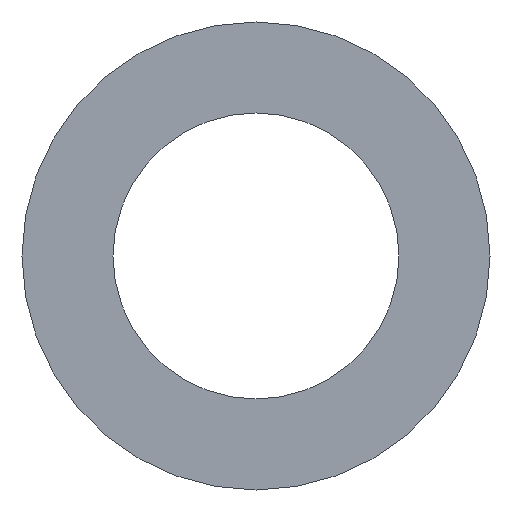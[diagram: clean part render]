
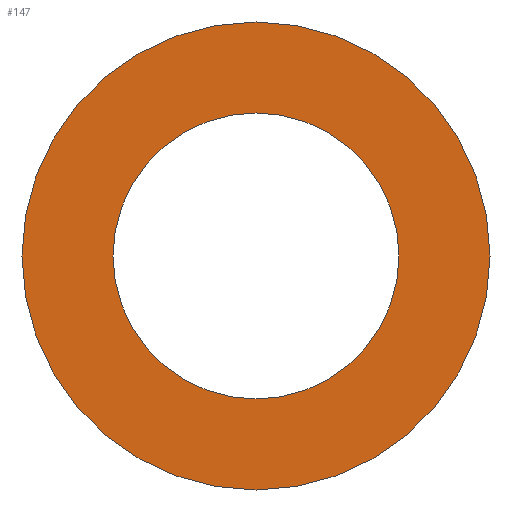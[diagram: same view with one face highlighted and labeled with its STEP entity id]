
A CAD part, front view. The second image highlights one B-rep face of the part: STEP entity #147.
In plain terms, the highlighted planar face has unit normal (0, -1, 0).
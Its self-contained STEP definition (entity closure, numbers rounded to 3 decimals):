
#15 = ORIENTED_EDGE ( 'NONE', *, *, #224, .F. ) ;
#17 = DIRECTION ( 'NONE',  ( 0., 1., 0. ) ) ;
#22 = EDGE_LOOP ( 'NONE', ( #15, #189 ) ) ;
#23 = DIRECTION ( 'NONE',  ( 0., 1., 0. ) ) ;
#24 = VERTEX_POINT ( 'NONE', #193 ) ;
#31 = DIRECTION ( 'NONE',  ( 0., 0., 1. ) ) ;
#34 = EDGE_CURVE ( 'NONE', #24, #63, #241, .T. ) ;
#37 = PLANE ( 'NONE',  #201 ) ;
#44 = AXIS2_PLACEMENT_3D ( 'NONE', #202, #23, #60 ) ;
#54 = ORIENTED_EDGE ( 'NONE', *, *, #34, .T. ) ;
#58 = CIRCLE ( 'NONE', #104, 2.75 ) ;
#60 = DIRECTION ( 'NONE',  ( 0., 0., 1. ) ) ;
#63 = VERTEX_POINT ( 'NONE', #88 ) ;
#64 = CIRCLE ( 'NONE', #44, 4.5 ) ;
#72 = AXIS2_PLACEMENT_3D ( 'NONE', #225, #153, #31 ) ;
#75 = EDGE_CURVE ( 'NONE', #63, #24, #58, .T. ) ;
#77 = DIRECTION ( 'NONE',  ( 0., 1., 0. ) ) ;
#86 = EDGE_CURVE ( 'NONE', #122, #143, #124, .T. ) ;
#88 = CARTESIAN_POINT ( 'NONE',  ( 20.65, 30.4, 23.45 ) ) ;
#95 = CARTESIAN_POINT ( 'NONE',  ( 20.65, 30.4, 20.7 ) ) ;
#104 = AXIS2_PLACEMENT_3D ( 'NONE', #196, #17, #205 ) ;
#114 = CARTESIAN_POINT ( 'NONE',  ( 20.65, 30.4, 20.7 ) ) ;
#122 = VERTEX_POINT ( 'NONE', #210 ) ;
#124 = CIRCLE ( 'NONE', #72, 4.5 ) ;
#131 = ORIENTED_EDGE ( 'NONE', *, *, #75, .T. ) ;
#143 = VERTEX_POINT ( 'NONE', #228 ) ;
#147 = ADVANCED_FACE ( 'NONE', ( #209, #174 ), #37, .F. ) ;
#153 = DIRECTION ( 'NONE',  ( 0., 1., 0. ) ) ;
#155 = DIRECTION ( 'NONE',  ( 0., 0., 1. ) ) ;
#174 = FACE_BOUND ( 'NONE', #242, .T. ) ;
#185 = AXIS2_PLACEMENT_3D ( 'NONE', #95, #240, #244 ) ;
#189 = ORIENTED_EDGE ( 'NONE', *, *, #86, .F. ) ;
#193 = CARTESIAN_POINT ( 'NONE',  ( 20.65, 30.4, 17.95 ) ) ;
#196 = CARTESIAN_POINT ( 'NONE',  ( 20.65, 30.4, 20.7 ) ) ;
#201 = AXIS2_PLACEMENT_3D ( 'NONE', #114, #77, #155 ) ;
#202 = CARTESIAN_POINT ( 'NONE',  ( 20.65, 30.4, 20.7 ) ) ;
#205 = DIRECTION ( 'NONE',  ( 0., 0., 1. ) ) ;
#209 = FACE_OUTER_BOUND ( 'NONE', #22, .T. ) ;
#210 = CARTESIAN_POINT ( 'NONE',  ( 20.65, 30.4, 25.2 ) ) ;
#224 = EDGE_CURVE ( 'NONE', #143, #122, #64, .T. ) ;
#225 = CARTESIAN_POINT ( 'NONE',  ( 20.65, 30.4, 20.7 ) ) ;
#228 = CARTESIAN_POINT ( 'NONE',  ( 20.65, 30.4, 16.2 ) ) ;
#240 = DIRECTION ( 'NONE',  ( 0., 1., 0. ) ) ;
#241 = CIRCLE ( 'NONE', #185, 2.75 ) ;
#242 = EDGE_LOOP ( 'NONE', ( #54, #131 ) ) ;
#244 = DIRECTION ( 'NONE',  ( 0., 0., 1. ) ) ;
